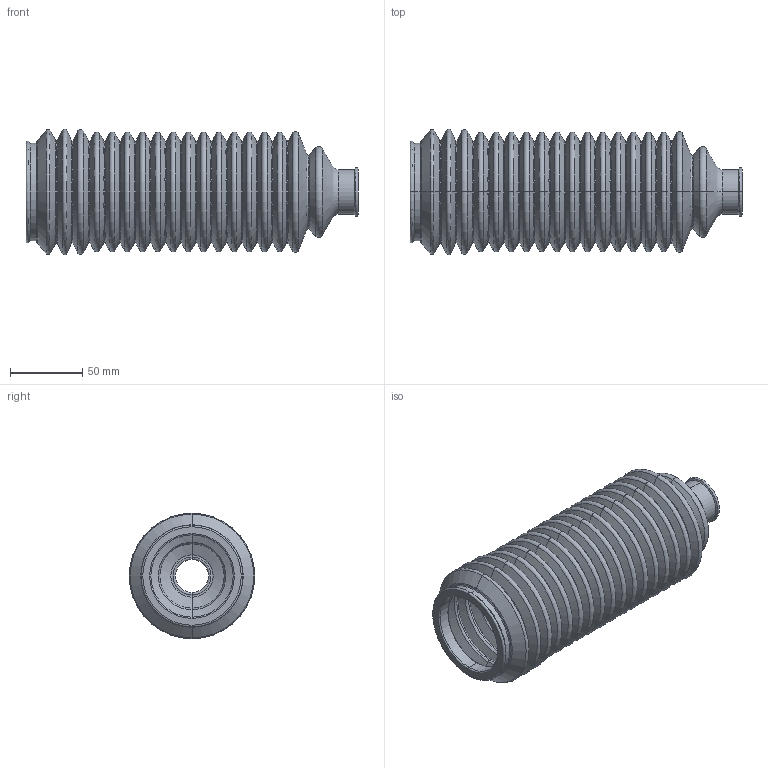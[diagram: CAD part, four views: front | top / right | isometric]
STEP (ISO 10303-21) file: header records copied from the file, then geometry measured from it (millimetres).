
FILE_DESCRIPTION (( 'STEP AP203' ), '1' );
FILE_NAME ('CAO SU CH?N B?I.STEP', '2022-11-11T02:42:32', ( 'Lenovo' ), ( '' ), 'SwSTEP 2.0', 'SolidWorks 2021', '' );
FILE_SCHEMA (( 'CONFIG_CONTROL_DESIGN' ));
Length unit declared in the file: millimetre
Products named in the file (1): CAO SU CH?N B?I
Bounding box: 230.52 x 87.19 x 87.19 mm (x, y, z)
Volume: 204785.8 mm3; surface area: 167299 mm2
Topology: 1 solids, 1 shells, 396 faces, 792 edges, 398 vertices
Faces by surface type: torus 238, cone 146, cylinder 10, plane 2
Entity records: 10233 total; most frequent: DIRECTION 2222, CARTESIAN_POINT 1587, ORIENTED_EDGE 1584, AXIS2_PLACEMENT_3D 1033, EDGE_CURVE 792, CIRCLE 636, VERTEX_POINT 398, EDGE_LOOP 398
